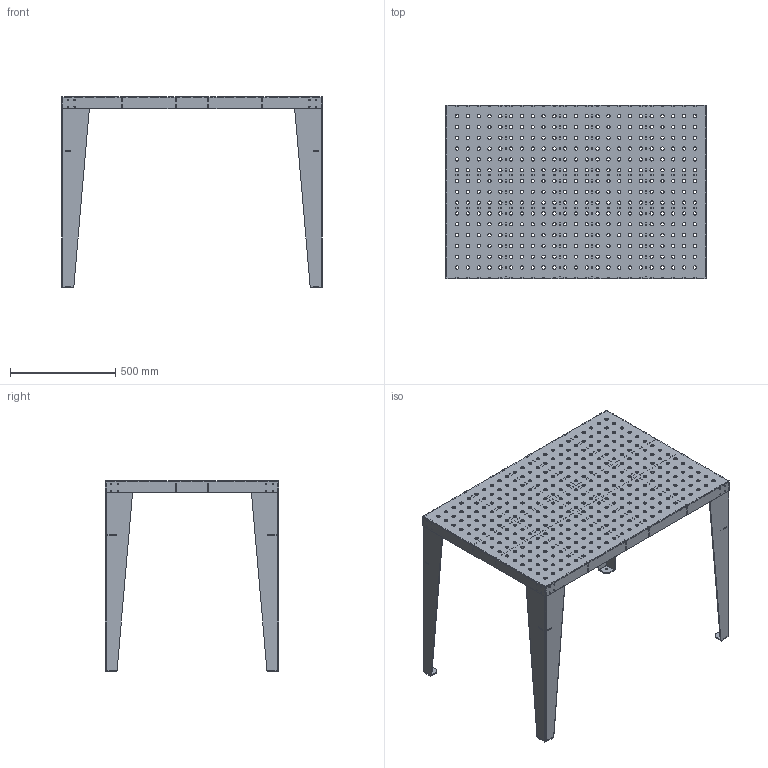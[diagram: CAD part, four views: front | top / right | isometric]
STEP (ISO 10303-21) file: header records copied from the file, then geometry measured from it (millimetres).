
FILE_DESCRIPTION(('FreeCAD Model'),'2;1');
FILE_NAME('Open CASCADE Shape Model','2025-05-29T05:43:35',('FreeCAD'),( 'FreeCAD'),'Open CASCADE STEP processor 7.6','FreeCAD','Unknown');
FILE_SCHEMA(('AUTOMOTIVE_DESIGN { 1 0 10303 214 1 1 1 1 }'));
Products named in the file (1): Open CASCADE STEP translator 7.6 1
Bounding box: 1235.59 x 824.79 x 903.41 mm (x, y, z)
Volume: 9965976.1 mm3; surface area: 4453588.1 mm2
Topology: 27 solids, 27 shells, 2431 faces, 7131 edges, 4754 vertices
Faces by surface type: bspline 2431
Entity records: 82225 total; most frequent: CARTESIAN_POINT 38397, ORIENTED_EDGE 14262, EDGE_CURVE 7131, B_SPLINE_CURVE_WITH_KNOTS 6313, VERTEX_POINT 4754, FACE_BOUND 3423, EDGE_LOOP 3423, ADVANCED_FACE 2431
